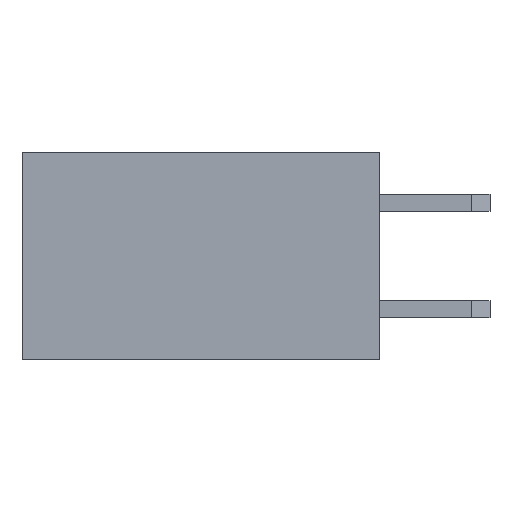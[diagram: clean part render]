
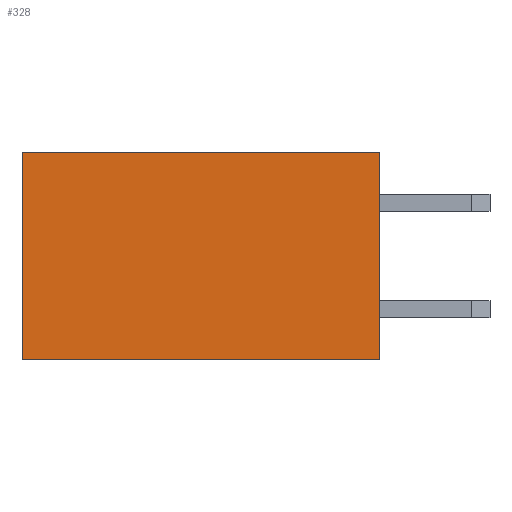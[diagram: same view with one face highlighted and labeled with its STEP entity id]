
A CAD part, left-side view. The second image highlights one B-rep face of the part: STEP entity #328.
In plain terms, the highlighted planar face has unit normal (-1, 0, 0).
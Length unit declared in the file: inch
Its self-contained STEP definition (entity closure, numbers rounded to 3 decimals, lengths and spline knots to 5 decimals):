
#328 = ADVANCED_FACE( '', ( #732 ), #733, .F. );
#732 = FACE_OUTER_BOUND( '', #1202, .T. );
#733 = PLANE( '', #1203 );
#1202 = EDGE_LOOP( '', ( #2050, #2051, #2052, #2053 ) );
#1203 = AXIS2_PLACEMENT_3D( '', #2054, #2055, #2056 );
#2050 = ORIENTED_EDGE( '', *, *, #3124, .T. );
#2051 = ORIENTED_EDGE( '', *, *, #3125, .F. );
#2052 = ORIENTED_EDGE( '', *, *, #2879, .F. );
#2053 = ORIENTED_EDGE( '', *, *, #3126, .T. );
#2054 = CARTESIAN_POINT( '', ( -0.26, 0.335, -0.0975 ) );
#2055 = DIRECTION( '', ( 1., 0., 0. ) );
#2056 = DIRECTION( '', ( 0., 0., -1. ) );
#2879 = EDGE_CURVE( '', #3477, #3479, #3480, .T. );
#3124 = EDGE_CURVE( '', #3864, #3865, #3866, .T. );
#3125 = EDGE_CURVE( '', #3479, #3865, #3867, .T. );
#3126 = EDGE_CURVE( '', #3477, #3864, #3868, .T. );
#3477 = VERTEX_POINT( '', #4335 );
#3479 = VERTEX_POINT( '', #4338 );
#3480 = LINE( '', #4339, #4340 );
#3864 = VERTEX_POINT( '', #4917 );
#3865 = VERTEX_POINT( '', #4918 );
#3866 = LINE( '', #4919, #4920 );
#3867 = LINE( '', #4921, #4922 );
#3868 = LINE( '', #4923, #4924 );
#4335 = CARTESIAN_POINT( '', ( -0.26, 0.335, -0.0975 ) );
#4338 = CARTESIAN_POINT( '', ( -0.26, 0.335, 0.0975 ) );
#4339 = CARTESIAN_POINT( '', ( -0.26, 0.335, -0.0975 ) );
#4340 = VECTOR( '', #5343, 39.37008 );
#4917 = CARTESIAN_POINT( '', ( -0.26, 0., -0.0975 ) );
#4918 = CARTESIAN_POINT( '', ( -0.26, 0., 0.0975 ) );
#4919 = CARTESIAN_POINT( '', ( -0.26, 0., -0.0975 ) );
#4920 = VECTOR( '', #5537, 39.37008 );
#4921 = CARTESIAN_POINT( '', ( -0.26, 0.335, 0.0975 ) );
#4922 = VECTOR( '', #5538, 39.37008 );
#4923 = CARTESIAN_POINT( '', ( -0.26, 0.335, -0.0975 ) );
#4924 = VECTOR( '', #5539, 39.37008 );
#5343 = DIRECTION( '', ( 0., 0., 1. ) );
#5537 = DIRECTION( '', ( 0., 0., 1. ) );
#5538 = DIRECTION( '', ( 0., -1., 0. ) );
#5539 = DIRECTION( '', ( 0., -1., 0. ) );
